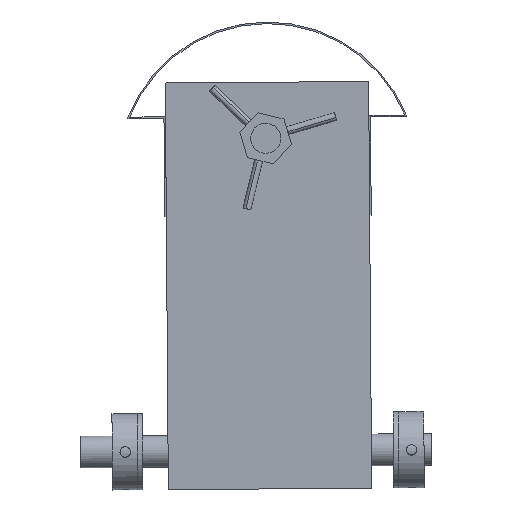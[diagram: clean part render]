
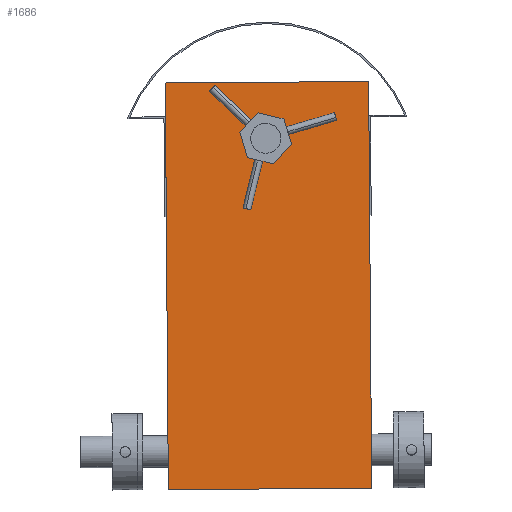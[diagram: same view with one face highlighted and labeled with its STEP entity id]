
A CAD part, front view. The second image highlights one B-rep face of the part: STEP entity #1686.
In plain terms, the highlighted planar face has unit normal (0, -1, 0).
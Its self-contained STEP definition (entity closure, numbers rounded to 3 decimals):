
#30 = EDGE_CURVE ( 'NONE', #262, #261, #2315, .T. ) ;
#41 = EDGE_CURVE ( 'NONE', #253, #246, #2344, .T. ) ;
#68 = EDGE_CURVE ( 'NONE', #261, #245, #2370, .T. ) ;
#69 = EDGE_CURVE ( 'NONE', #245, #318, #2372, .T. ) ;
#234 = EDGE_CURVE ( 'NONE', #318, #262, #2482, .T. ) ;
#235 = EDGE_CURVE ( 'NONE', #246, #253, #2486, .T. ) ;
#245 = VERTEX_POINT ( 'NONE', #1247 ) ;
#246 = VERTEX_POINT ( 'NONE', #1265 ) ;
#253 = VERTEX_POINT ( 'NONE', #1294 ) ;
#261 = VERTEX_POINT ( 'NONE', #1302 ) ;
#262 = VERTEX_POINT ( 'NONE', #1303 ) ;
#318 = VERTEX_POINT ( 'NONE', #1359 ) ;
#419 = CARTESIAN_POINT ( 'NONE',  ( 0., 0., 0. ) ) ;
#444 = DIRECTION ( 'NONE',  ( 0., 0., 1. ) ) ;
#518 = CARTESIAN_POINT ( 'NONE',  ( 100., 0., -56. ) ) ;
#526 = DIRECTION ( 'NONE',  ( 0., 1., 0. ) ) ;
#527 = DIRECTION ( 'NONE',  ( 0., 0., 1. ) ) ;
#839 = CARTESIAN_POINT ( 'NONE',  ( 0., 0., 0. ) ) ;
#840 = DIRECTION ( 'NONE',  ( 1., 0., 0. ) ) ;
#841 = CARTESIAN_POINT ( 'NONE',  ( 203.2, 0., 0. ) ) ;
#842 = DIRECTION ( 'NONE',  ( 0., 0., -1. ) ) ;
#1206 = CARTESIAN_POINT ( 'NONE',  ( 100., 0., -56. ) ) ;
#1210 = CARTESIAN_POINT ( 'NONE',  ( 0., 0., -406.4 ) ) ;
#1211 = DIRECTION ( 'NONE',  ( -1., 0., 0. ) ) ;
#1213 = DIRECTION ( 'NONE',  ( 0., 1., 0. ) ) ;
#1214 = DIRECTION ( 'NONE',  ( 0., 0., 1. ) ) ;
#1247 = CARTESIAN_POINT ( 'NONE',  ( 203.2, 0., 0. ) ) ;
#1265 = CARTESIAN_POINT ( 'NONE',  ( 100., 0., -41. ) ) ;
#1294 = CARTESIAN_POINT ( 'NONE',  ( 100., 0., -71. ) ) ;
#1302 = CARTESIAN_POINT ( 'NONE',  ( 0., 0., 0. ) ) ;
#1303 = CARTESIAN_POINT ( 'NONE',  ( 0., 0., -406.4 ) ) ;
#1359 = CARTESIAN_POINT ( 'NONE',  ( 203.2, 0., -406.4 ) ) ;
#1499 = PLANE ( 'NONE',  #2838 ) ;
#1507 = CARTESIAN_POINT ( 'NONE',  ( 0., 0., -406.4 ) ) ;
#1513 = DIRECTION ( 'NONE',  ( 0., -1., 0. ) ) ;
#1514 = DIRECTION ( 'NONE',  ( 0., 0., -1. ) ) ;
#1686 = ADVANCED_FACE ( 'NONE', ( #2538, #2537 ), #1499, .T. ) ;
#1794 = ORIENTED_EDGE ( 'NONE', *, *, #41, .T. ) ;
#1799 = ORIENTED_EDGE ( 'NONE', *, *, #235, .T. ) ;
#1852 = ORIENTED_EDGE ( 'NONE', *, *, #234, .F. ) ;
#1854 = ORIENTED_EDGE ( 'NONE', *, *, #30, .F. ) ;
#1876 = ORIENTED_EDGE ( 'NONE', *, *, #69, .F. ) ;
#1877 = ORIENTED_EDGE ( 'NONE', *, *, #68, .F. ) ;
#1924 = EDGE_LOOP ( 'NONE', ( #1854, #1852, #1876, #1877 ) ) ;
#2019 = EDGE_LOOP ( 'NONE', ( #1799, #1794 ) ) ;
#2315 = LINE ( 'NONE', #419, #2328 ) ;
#2328 = VECTOR ( 'NONE', #444, 1000. ) ;
#2344 = CIRCLE ( 'NONE', #2778, 15. ) ;
#2370 = LINE ( 'NONE', #839, #2371 ) ;
#2371 = VECTOR ( 'NONE', #840, 1000. ) ;
#2372 = LINE ( 'NONE', #841, #2373 ) ;
#2373 = VECTOR ( 'NONE', #842, 1000. ) ;
#2482 = LINE ( 'NONE', #1210, #2483 ) ;
#2483 = VECTOR ( 'NONE', #1211, 1000. ) ;
#2486 = CIRCLE ( 'NONE', #2812, 15. ) ;
#2537 = FACE_OUTER_BOUND ( 'NONE', #1924, .T. ) ;
#2538 = FACE_BOUND ( 'NONE', #2019, .T. ) ;
#2778 = AXIS2_PLACEMENT_3D ( 'NONE', #518, #526, #527 ) ;
#2812 = AXIS2_PLACEMENT_3D ( 'NONE', #1206, #1213, #1214 ) ;
#2838 = AXIS2_PLACEMENT_3D ( 'NONE', #1507, #1513, #1514 ) ;
